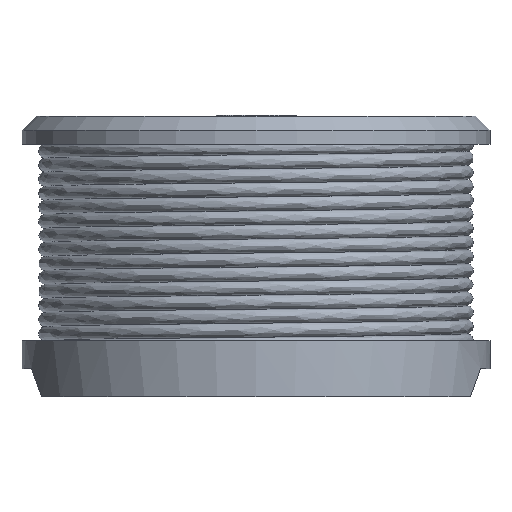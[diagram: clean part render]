
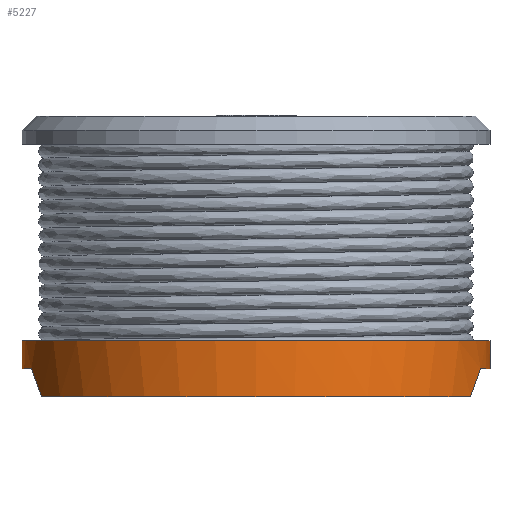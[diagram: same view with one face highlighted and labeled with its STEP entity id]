
A CAD part, front view. The second image highlights one B-rep face of the part: STEP entity #5227.
In plain terms, the highlighted cylindrical face has radius 2.5 mm (diameter 5 mm), a full revolution.
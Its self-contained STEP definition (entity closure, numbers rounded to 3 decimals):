
#5227=ADVANCED_FACE('',(#16404,#16406),#16408,.T.);
#16404=FACE_OUTER_BOUND('',#16405,.T.);
#16405=EDGE_LOOP('',(#20293));
#16406=FACE_BOUND('',#16407,.T.);
#16407=EDGE_LOOP('',(#20294,#20295,#20296,#20297,#20298,#20299,#20300,#20301,#20302));
#16408=CYLINDRICAL_SURFACE('',#16409,2.5);
#16409=AXIS2_PLACEMENT_3D('',#16410,#16411,#16412);
#16410=CARTESIAN_POINT('',(0.,0.,0.));
#16411=DIRECTION('',(0.,0.,1.));
#16412=DIRECTION('',(1.,0.,0.));
#20293=ORIENTED_EDGE('',*,*,#21990,.F.);
#20294=ORIENTED_EDGE('',*,*,#21991,.T.);
#20295=ORIENTED_EDGE('',*,*,#21992,.T.);
#20296=ORIENTED_EDGE('',*,*,#21993,.T.);
#20297=ORIENTED_EDGE('',*,*,#21994,.T.);
#20298=ORIENTED_EDGE('',*,*,#21995,.T.);
#20299=ORIENTED_EDGE('',*,*,#21996,.T.);
#20300=ORIENTED_EDGE('',*,*,#21997,.T.);
#20301=ORIENTED_EDGE('',*,*,#21998,.T.);
#20302=ORIENTED_EDGE('',*,*,#21999,.T.);
#21990=EDGE_CURVE('',#24793,#24793,#24794,.T.);
#21991=EDGE_CURVE('',#24795,#24796,#24797,.T.);
#21992=EDGE_CURVE('',#24796,#24798,#24799,.T.);
#21993=EDGE_CURVE('',#24798,#24800,#24801,.T.);
#21994=EDGE_CURVE('',#24800,#24802,#24803,.T.);
#21995=EDGE_CURVE('',#24802,#24804,#24805,.T.);
#21996=EDGE_CURVE('',#24804,#24806,#24807,.T.);
#21997=EDGE_CURVE('',#24806,#24808,#24809,.T.);
#21998=EDGE_CURVE('',#24808,#24810,#24811,.T.);
#21999=EDGE_CURVE('',#24810,#24795,#24812,.T.);
#24793=VERTEX_POINT('',#31491);
#24794=CIRCLE('',#31492,2.5);
#24795=VERTEX_POINT('',#31496);
#24796=VERTEX_POINT('',#31497);
#24797=CIRCLE('',#31498,2.5);
#24798=VERTEX_POINT('',#31502);
#24799=(BOUNDED_CURVE()B_SPLINE_CURVE(3,
(#31503,#31504,#31505,#31506),
.UNSPECIFIED.,.F.,.F.)B_SPLINE_CURVE_WITH_KNOTS((4,4),
(0.,1.),
.UNSPECIFIED.)CURVE()GEOMETRIC_REPRESENTATION_ITEM()RATIONAL_B_SPLINE_CURVE((1.,
0.999,0.999,1.))REPRESENTATION_ITEM(''));
#24800=VERTEX_POINT('',#31507);
#24801=CIRCLE('',#31508,2.5);
#24802=VERTEX_POINT('',#31512);
#24803=(BOUNDED_CURVE()B_SPLINE_CURVE(3,
(#31513,#31514,#31515,#31516),
.UNSPECIFIED.,.F.,.F.)B_SPLINE_CURVE_WITH_KNOTS((4,4),
(0.,1.),
.UNSPECIFIED.)CURVE()GEOMETRIC_REPRESENTATION_ITEM()RATIONAL_B_SPLINE_CURVE((1.,
0.999,0.999,1.))REPRESENTATION_ITEM(''));
#24804=VERTEX_POINT('',#31517);
#24805=CIRCLE('',#31518,2.5);
#24806=VERTEX_POINT('',#31522);
#24807=(BOUNDED_CURVE()B_SPLINE_CURVE(3,
(#31523,#31524,#31525,#31526),
.UNSPECIFIED.,.F.,.F.)B_SPLINE_CURVE_WITH_KNOTS((4,4),
(0.,1.),
.UNSPECIFIED.)CURVE()GEOMETRIC_REPRESENTATION_ITEM()RATIONAL_B_SPLINE_CURVE((1.,
0.999,0.999,1.))REPRESENTATION_ITEM(''));
#24808=VERTEX_POINT('',#31527);
#24809=CIRCLE('',#31528,2.5);
#24810=VERTEX_POINT('',#31532);
#24811=(BOUNDED_CURVE()B_SPLINE_CURVE(3,
(#31533,#31534,#31535,#31536),
.UNSPECIFIED.,.F.,.F.)B_SPLINE_CURVE_WITH_KNOTS((4,4),
(0.,1.),
.UNSPECIFIED.)CURVE()GEOMETRIC_REPRESENTATION_ITEM()RATIONAL_B_SPLINE_CURVE((1.,
0.999,0.999,1.))REPRESENTATION_ITEM(''));
#24812=CIRCLE('',#31537,2.5);
#31491=CARTESIAN_POINT('',(2.5,0.,0.6));
#31492=AXIS2_PLACEMENT_3D('',#31493,#31494,#31495);
#31493=CARTESIAN_POINT('',(0.,0.,0.6));
#31494=DIRECTION('',(0.,0.,1.));
#31495=DIRECTION('',(1.,0.,0.));
#31496=CARTESIAN_POINT('',(2.5,0.,0.3));
#31497=CARTESIAN_POINT('',(2.4,0.7,0.3));
#31498=AXIS2_PLACEMENT_3D('',#31499,#31500,#31501);
#31499=CARTESIAN_POINT('',(0.,0.,0.3));
#31500=DIRECTION('',(0.,0.,1.));
#31501=DIRECTION('',(1.,0.,0.));
#31502=CARTESIAN_POINT('',(2.291,1.,0.));
#31503=CARTESIAN_POINT('',(2.4,0.7,0.3));
#31504=CARTESIAN_POINT('',(2.37,0.802,0.198));
#31505=CARTESIAN_POINT('',(2.334,0.902,0.098));
#31506=CARTESIAN_POINT('',(2.291,1.,0.));
#31507=CARTESIAN_POINT('',(-2.291,1.,0.));
#31508=AXIS2_PLACEMENT_3D('',#31509,#31510,#31511);
#31509=CARTESIAN_POINT('',(0.,0.,0.));
#31510=DIRECTION('',(0.,0.,1.));
#31511=DIRECTION('',(0.917,0.4,0.));
#31512=CARTESIAN_POINT('',(-2.4,0.7,0.3));
#31513=CARTESIAN_POINT('',(-2.291,1.,0.));
#31514=CARTESIAN_POINT('',(-2.334,0.902,0.098));
#31515=CARTESIAN_POINT('',(-2.37,0.802,0.198));
#31516=CARTESIAN_POINT('',(-2.4,0.7,0.3));
#31517=CARTESIAN_POINT('',(-2.4,-0.7,0.3));
#31518=AXIS2_PLACEMENT_3D('',#31519,#31520,#31521);
#31519=CARTESIAN_POINT('',(0.,0.,0.3));
#31520=DIRECTION('',(0.,0.,1.));
#31521=DIRECTION('',(-0.96,0.28,0.));
#31522=CARTESIAN_POINT('',(-2.291,-1.,0.));
#31523=CARTESIAN_POINT('',(-2.4,-0.7,0.3));
#31524=CARTESIAN_POINT('',(-2.37,-0.802,0.198));
#31525=CARTESIAN_POINT('',(-2.334,-0.902,0.098));
#31526=CARTESIAN_POINT('',(-2.291,-1.,0.));
#31527=CARTESIAN_POINT('',(2.291,-1.,0.));
#31528=AXIS2_PLACEMENT_3D('',#31529,#31530,#31531);
#31529=CARTESIAN_POINT('',(0.,0.,0.));
#31530=DIRECTION('',(0.,0.,1.));
#31531=DIRECTION('',(-0.917,-0.4,0.));
#31532=CARTESIAN_POINT('',(2.4,-0.7,0.3));
#31533=CARTESIAN_POINT('',(2.291,-1.,0.));
#31534=CARTESIAN_POINT('',(2.334,-0.902,0.098));
#31535=CARTESIAN_POINT('',(2.37,-0.802,0.198));
#31536=CARTESIAN_POINT('',(2.4,-0.7,0.3));
#31537=AXIS2_PLACEMENT_3D('',#31538,#31539,#31540);
#31538=CARTESIAN_POINT('',(0.,0.,0.3));
#31539=DIRECTION('',(0.,0.,1.));
#31540=DIRECTION('',(0.96,-0.28,0.));
